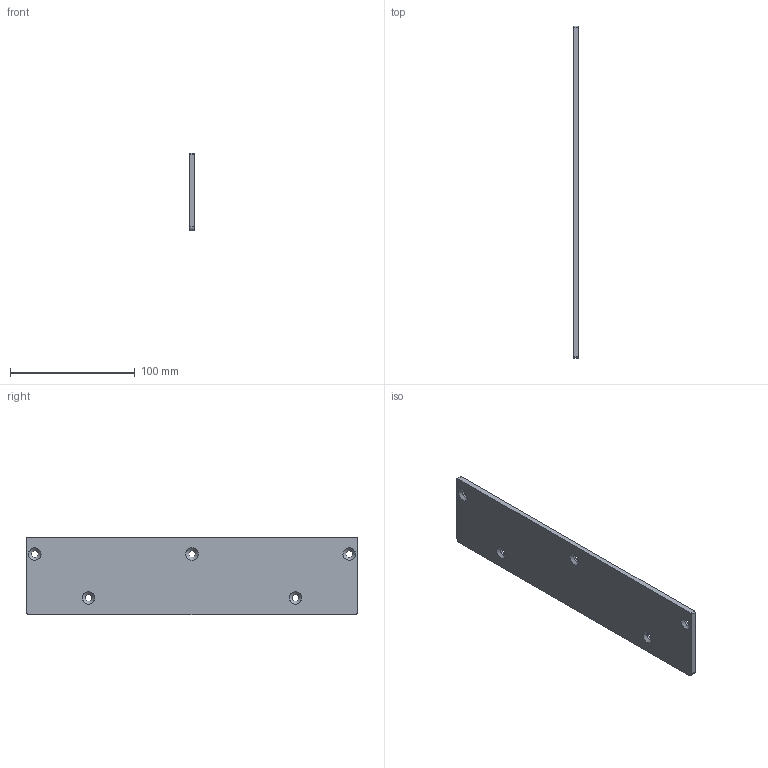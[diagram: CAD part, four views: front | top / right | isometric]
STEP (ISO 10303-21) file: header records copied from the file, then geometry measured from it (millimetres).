
FILE_DESCRIPTION(/* description */ (''),/* implementation_level */ '2;1');
FILE_NAME(/* name */ 'Grandcot.step',/* time_stamp */ '2022-11-07T18:15:28+01:00',/* author */ (''),/* organization */ (''),/* preprocessor_version */ 'ST-DEVELOPER v19.2',/* originating_system */ 'Autodesk Translation Framework v11.17.0.187',/* authorisation */ '');
FILE_SCHEMA (('AUTOMOTIVE_DESIGN { 1 0 10303 214 3 1 1 }'));
Length unit declared in the file: millimetre
Products named in the file (1): U
Bounding box: 4 x 265.5 x 62 mm (x, y, z)
Volume: 65073.3 mm3; surface area: 35546.7 mm2
Topology: 1 solids, 1 shells, 20 faces, 49 edges, 31 vertices
Faces by surface type: cylinder 9, plane 6, cone 5
Full cylindrical faces by diameter (mm): 5.5 x5
Entity records: 638 total; most frequent: DIRECTION 114, CARTESIAN_POINT 101, ORIENTED_EDGE 98, EDGE_CURVE 49, AXIS2_PLACEMENT_3D 44, VERTEX_POINT 31, EDGE_LOOP 30, LINE 26
